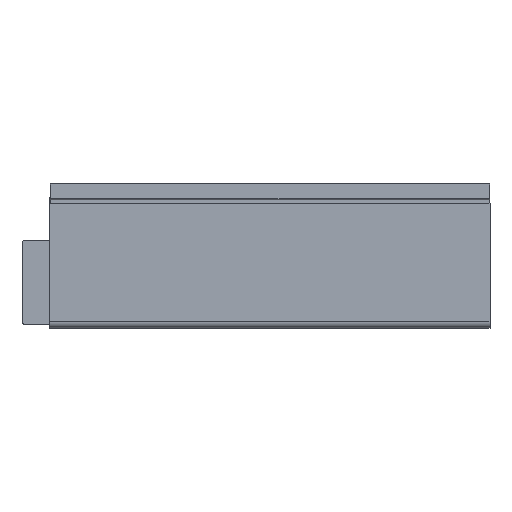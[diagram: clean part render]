
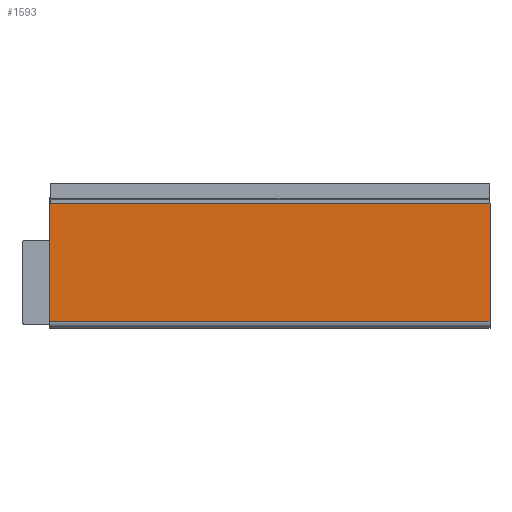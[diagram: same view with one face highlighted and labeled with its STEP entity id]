
A CAD part, top view. The second image highlights one B-rep face of the part: STEP entity #1593.
In plain terms, the highlighted planar face has unit normal (0, 0, 1).
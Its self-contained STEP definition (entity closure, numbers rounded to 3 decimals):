
#90 = ORIENTED_EDGE ( 'NONE', *, *, #1801, .T. ) ;
#316 = VECTOR ( 'NONE', #2133, 1000. ) ;
#389 = ORIENTED_EDGE ( 'NONE', *, *, #618, .T. ) ;
#430 = CARTESIAN_POINT ( 'NONE',  ( -2., 0., 0. ) ) ;
#460 = VERTEX_POINT ( 'NONE', #2100 ) ;
#490 = VERTEX_POINT ( 'NONE', #1600 ) ;
#500 = DIRECTION ( 'NONE',  ( 0., 0., -1. ) ) ;
#601 = DIRECTION ( 'NONE',  ( -1., 0., 0. ) ) ;
#618 = EDGE_CURVE ( 'NONE', #490, #460, #1072, .T. ) ;
#655 = PLANE ( 'NONE',  #794 ) ;
#794 = AXIS2_PLACEMENT_3D ( 'NONE', #817, #500, #2006 ) ;
#811 = CARTESIAN_POINT ( 'NONE',  ( 45.2, 0.7, 0. ) ) ;
#817 = CARTESIAN_POINT ( 'NONE',  ( 0., 0., 0. ) ) ;
#831 = CARTESIAN_POINT ( 'NONE',  ( 45.2, 0., 0. ) ) ;
#848 = DIRECTION ( 'NONE',  ( 0., 1., 0. ) ) ;
#885 = LINE ( 'NONE', #831, #1954 ) ;
#906 = VERTEX_POINT ( 'NONE', #811 ) ;
#952 = EDGE_CURVE ( 'NONE', #906, #1764, #885, .T. ) ;
#1072 = LINE ( 'NONE', #430, #316 ) ;
#1210 = VECTOR ( 'NONE', #601, 1000. ) ;
#1218 = EDGE_CURVE ( 'NONE', #1764, #490, #1663, .T. ) ;
#1260 = FACE_OUTER_BOUND ( 'NONE', #1383, .T. ) ;
#1312 = CARTESIAN_POINT ( 'NONE',  ( -2., 0.7, 0. ) ) ;
#1383 = EDGE_LOOP ( 'NONE', ( #90, #2163, #1909, #389 ) ) ;
#1421 = CARTESIAN_POINT ( 'NONE',  ( 45.2, 13.4, 0. ) ) ;
#1428 = CARTESIAN_POINT ( 'NONE',  ( -2., 13.4, 0. ) ) ;
#1593 = ADVANCED_FACE ( 'NONE', ( #1260 ), #655, .F. ) ;
#1600 = CARTESIAN_POINT ( 'NONE',  ( -2., 13.4, 0. ) ) ;
#1663 = LINE ( 'NONE', #1428, #1210 ) ;
#1764 = VERTEX_POINT ( 'NONE', #1421 ) ;
#1801 = EDGE_CURVE ( 'NONE', #460, #906, #1975, .T. ) ;
#1820 = DIRECTION ( 'NONE',  ( 1., 0., 0. ) ) ;
#1898 = VECTOR ( 'NONE', #1820, 1000. ) ;
#1909 = ORIENTED_EDGE ( 'NONE', *, *, #1218, .T. ) ;
#1954 = VECTOR ( 'NONE', #848, 1000. ) ;
#1975 = LINE ( 'NONE', #1312, #1898 ) ;
#2006 = DIRECTION ( 'NONE',  ( -1., 0., 0. ) ) ;
#2100 = CARTESIAN_POINT ( 'NONE',  ( -2., 0.7, 0. ) ) ;
#2133 = DIRECTION ( 'NONE',  ( 0., -1., 0. ) ) ;
#2163 = ORIENTED_EDGE ( 'NONE', *, *, #952, .T. ) ;
